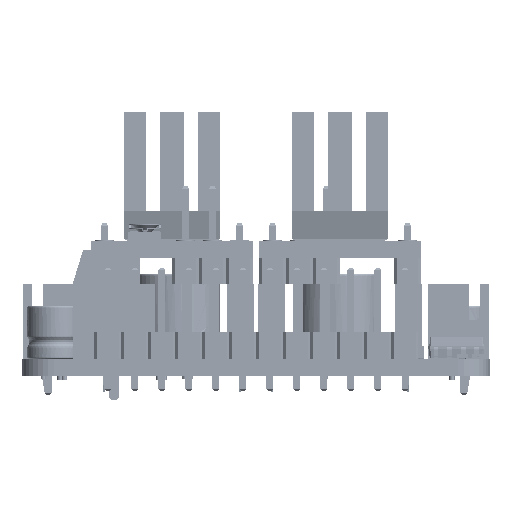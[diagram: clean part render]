
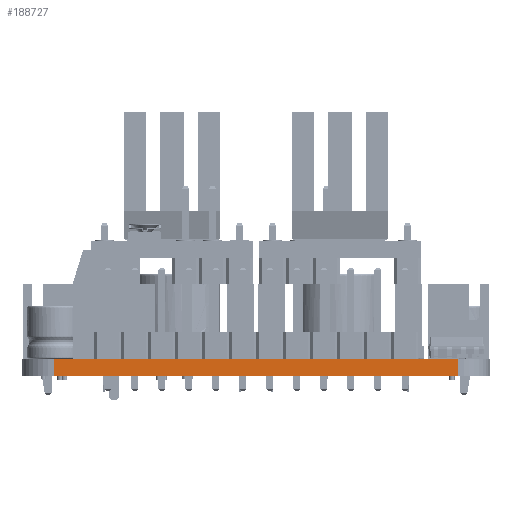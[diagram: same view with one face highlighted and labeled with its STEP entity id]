
A CAD part, front view. The second image highlights one B-rep face of the part: STEP entity #188727.
In plain terms, the highlighted planar face has unit normal (0, -1, 0).
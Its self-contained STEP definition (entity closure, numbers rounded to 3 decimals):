
#188544 = CYLINDRICAL_SURFACE('',#188545,3.);
#188545 = AXIS2_PLACEMENT_3D('',#188546,#188547,#188548);
#188546 = CARTESIAN_POINT('',(-19.,-27.,0.));
#188547 = DIRECTION('',(-0.,-0.,-1.));
#188548 = DIRECTION('',(1.,0.,-0.));
#188569 = VERTEX_POINT('',#188570);
#188570 = CARTESIAN_POINT('',(-19.,-30.,1.6));
#188585 = PLANE('',#188586);
#188586 = AXIS2_PLACEMENT_3D('',#188587,#188588,#188589);
#188587 = CARTESIAN_POINT('',(0.,0.,1.6));
#188588 = DIRECTION('',(0.,0.,1.));
#188589 = DIRECTION('',(1.,0.,-0.));
#188597 = EDGE_CURVE('',#188598,#188569,#188600,.T.);
#188598 = VERTEX_POINT('',#188599);
#188599 = CARTESIAN_POINT('',(-19.,-30.,0.));
#188600 = SURFACE_CURVE('',#188601,(#188605,#188612),.PCURVE_S1.);
#188601 = LINE('',#188602,#188603);
#188602 = CARTESIAN_POINT('',(-19.,-30.,0.));
#188603 = VECTOR('',#188604,1.);
#188604 = DIRECTION('',(0.,0.,1.));
#188605 = PCURVE('',#188544,#188606);
#188606 = DEFINITIONAL_REPRESENTATION('',(#188607),#188611);
#188607 = LINE('',#188608,#188609);
#188608 = CARTESIAN_POINT('',(-4.712,0.));
#188609 = VECTOR('',#188610,1.);
#188610 = DIRECTION('',(-0.,-1.));
#188611 = ( GEOMETRIC_REPRESENTATION_CONTEXT(2) 
PARAMETRIC_REPRESENTATION_CONTEXT() REPRESENTATION_CONTEXT('2D SPACE',''
  ) );
#188612 = PCURVE('',#188613,#188618);
#188613 = PLANE('',#188614);
#188614 = AXIS2_PLACEMENT_3D('',#188615,#188616,#188617);
#188615 = CARTESIAN_POINT('',(19.,-30.,0.));
#188616 = DIRECTION('',(0.,-1.,0.));
#188617 = DIRECTION('',(-1.,0.,0.));
#188618 = DEFINITIONAL_REPRESENTATION('',(#188619),#188623);
#188619 = LINE('',#188620,#188621);
#188620 = CARTESIAN_POINT('',(38.,0.));
#188621 = VECTOR('',#188622,1.);
#188622 = DIRECTION('',(0.,-1.));
#188623 = ( GEOMETRIC_REPRESENTATION_CONTEXT(2) 
PARAMETRIC_REPRESENTATION_CONTEXT() REPRESENTATION_CONTEXT('2D SPACE',''
  ) );
#188640 = PLANE('',#188641);
#188641 = AXIS2_PLACEMENT_3D('',#188642,#188643,#188644);
#188642 = CARTESIAN_POINT('',(0.,0.,0.));
#188643 = DIRECTION('',(0.,0.,1.));
#188644 = DIRECTION('',(1.,0.,-0.));
#188727 = ADVANCED_FACE('',(#188728),#188613,.T.);
#188728 = FACE_BOUND('',#188729,.T.);
#188729 = EDGE_LOOP('',(#188730,#188760,#188781,#188782));
#188730 = ORIENTED_EDGE('',*,*,#188731,.T.);
#188731 = EDGE_CURVE('',#188732,#188734,#188736,.T.);
#188732 = VERTEX_POINT('',#188733);
#188733 = CARTESIAN_POINT('',(19.,-30.,0.));
#188734 = VERTEX_POINT('',#188735);
#188735 = CARTESIAN_POINT('',(19.,-30.,1.6));
#188736 = SURFACE_CURVE('',#188737,(#188741,#188748),.PCURVE_S1.);
#188737 = LINE('',#188738,#188739);
#188738 = CARTESIAN_POINT('',(19.,-30.,0.));
#188739 = VECTOR('',#188740,1.);
#188740 = DIRECTION('',(0.,0.,1.));
#188741 = PCURVE('',#188613,#188742);
#188742 = DEFINITIONAL_REPRESENTATION('',(#188743),#188747);
#188743 = LINE('',#188744,#188745);
#188744 = CARTESIAN_POINT('',(0.,-0.));
#188745 = VECTOR('',#188746,1.);
#188746 = DIRECTION('',(0.,-1.));
#188747 = ( GEOMETRIC_REPRESENTATION_CONTEXT(2) 
PARAMETRIC_REPRESENTATION_CONTEXT() REPRESENTATION_CONTEXT('2D SPACE',''
  ) );
#188748 = PCURVE('',#188749,#188754);
#188749 = CYLINDRICAL_SURFACE('',#188750,3.);
#188750 = AXIS2_PLACEMENT_3D('',#188751,#188752,#188753);
#188751 = CARTESIAN_POINT('',(19.,-27.,0.));
#188752 = DIRECTION('',(-0.,-0.,-1.));
#188753 = DIRECTION('',(1.,0.,-0.));
#188754 = DEFINITIONAL_REPRESENTATION('',(#188755),#188759);
#188755 = LINE('',#188756,#188757);
#188756 = CARTESIAN_POINT('',(-4.712,0.));
#188757 = VECTOR('',#188758,1.);
#188758 = DIRECTION('',(-0.,-1.));
#188759 = ( GEOMETRIC_REPRESENTATION_CONTEXT(2) 
PARAMETRIC_REPRESENTATION_CONTEXT() REPRESENTATION_CONTEXT('2D SPACE',''
  ) );
#188760 = ORIENTED_EDGE('',*,*,#188761,.T.);
#188761 = EDGE_CURVE('',#188734,#188569,#188762,.T.);
#188762 = SURFACE_CURVE('',#188763,(#188767,#188774),.PCURVE_S1.);
#188763 = LINE('',#188764,#188765);
#188764 = CARTESIAN_POINT('',(19.,-30.,1.6));
#188765 = VECTOR('',#188766,1.);
#188766 = DIRECTION('',(-1.,0.,0.));
#188767 = PCURVE('',#188613,#188768);
#188768 = DEFINITIONAL_REPRESENTATION('',(#188769),#188773);
#188769 = LINE('',#188770,#188771);
#188770 = CARTESIAN_POINT('',(0.,-1.6));
#188771 = VECTOR('',#188772,1.);
#188772 = DIRECTION('',(1.,0.));
#188773 = ( GEOMETRIC_REPRESENTATION_CONTEXT(2) 
PARAMETRIC_REPRESENTATION_CONTEXT() REPRESENTATION_CONTEXT('2D SPACE',''
  ) );
#188774 = PCURVE('',#188585,#188775);
#188775 = DEFINITIONAL_REPRESENTATION('',(#188776),#188780);
#188776 = LINE('',#188777,#188778);
#188777 = CARTESIAN_POINT('',(19.,-30.));
#188778 = VECTOR('',#188779,1.);
#188779 = DIRECTION('',(-1.,0.));
#188780 = ( GEOMETRIC_REPRESENTATION_CONTEXT(2) 
PARAMETRIC_REPRESENTATION_CONTEXT() REPRESENTATION_CONTEXT('2D SPACE',''
  ) );
#188781 = ORIENTED_EDGE('',*,*,#188597,.F.);
#188782 = ORIENTED_EDGE('',*,*,#188783,.F.);
#188783 = EDGE_CURVE('',#188732,#188598,#188784,.T.);
#188784 = SURFACE_CURVE('',#188785,(#188789,#188796),.PCURVE_S1.);
#188785 = LINE('',#188786,#188787);
#188786 = CARTESIAN_POINT('',(19.,-30.,0.));
#188787 = VECTOR('',#188788,1.);
#188788 = DIRECTION('',(-1.,0.,0.));
#188789 = PCURVE('',#188613,#188790);
#188790 = DEFINITIONAL_REPRESENTATION('',(#188791),#188795);
#188791 = LINE('',#188792,#188793);
#188792 = CARTESIAN_POINT('',(0.,-0.));
#188793 = VECTOR('',#188794,1.);
#188794 = DIRECTION('',(1.,0.));
#188795 = ( GEOMETRIC_REPRESENTATION_CONTEXT(2) 
PARAMETRIC_REPRESENTATION_CONTEXT() REPRESENTATION_CONTEXT('2D SPACE',''
  ) );
#188796 = PCURVE('',#188640,#188797);
#188797 = DEFINITIONAL_REPRESENTATION('',(#188798),#188802);
#188798 = LINE('',#188799,#188800);
#188799 = CARTESIAN_POINT('',(19.,-30.));
#188800 = VECTOR('',#188801,1.);
#188801 = DIRECTION('',(-1.,0.));
#188802 = ( GEOMETRIC_REPRESENTATION_CONTEXT(2) 
PARAMETRIC_REPRESENTATION_CONTEXT() REPRESENTATION_CONTEXT('2D SPACE',''
  ) );
